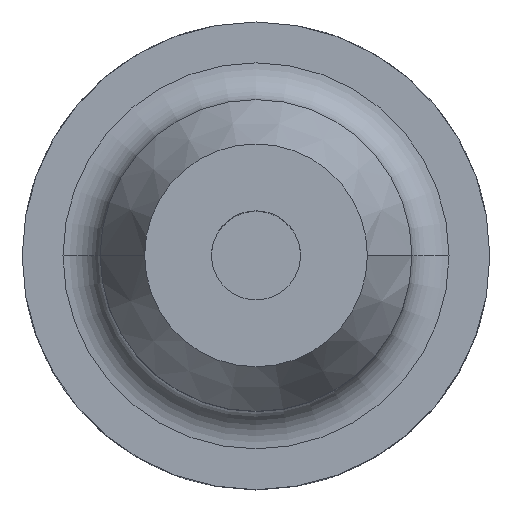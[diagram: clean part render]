
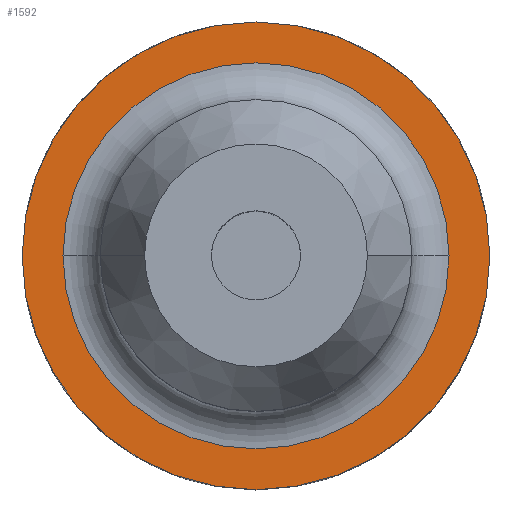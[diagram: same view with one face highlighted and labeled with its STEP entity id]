
A CAD part, top view. The second image highlights one B-rep face of the part: STEP entity #1592.
In plain terms, the highlighted planar face has unit normal (0, 0, 1).
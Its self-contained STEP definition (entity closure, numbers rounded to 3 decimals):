
#47 = CIRCLE ( 'NONE', #4717, 26. ) ;
#125 = EDGE_CURVE ( 'NONE', #3903, #1847, #3923, .T. ) ;
#242 = DIRECTION ( 'NONE',  ( 0., 0., -1. ) ) ;
#363 = CARTESIAN_POINT ( 'NONE',  ( -31.5, 0., 22. ) ) ;
#863 = CARTESIAN_POINT ( 'NONE',  ( 0., 0., 22. ) ) ;
#879 = AXIS2_PLACEMENT_3D ( 'NONE', #3490, #3061, #4202 ) ;
#1108 = DIRECTION ( 'NONE',  ( 0., 0., -1. ) ) ;
#1251 = FACE_BOUND ( 'NONE', #4287, .T. ) ;
#1262 = DIRECTION ( 'NONE',  ( 0., 0., -1. ) ) ;
#1285 = EDGE_CURVE ( 'NONE', #4364, #1373, #1774, .T. ) ;
#1373 = VERTEX_POINT ( 'NONE', #2050 ) ;
#1592 = ADVANCED_FACE ( 'NONE', ( #1251, #4343 ), #2353, .F. ) ;
#1774 = CIRCLE ( 'NONE', #1833, 26. ) ;
#1833 = AXIS2_PLACEMENT_3D ( 'NONE', #4345, #242, #2856 ) ;
#1847 = VERTEX_POINT ( 'NONE', #363 ) ;
#1916 = EDGE_CURVE ( 'NONE', #1373, #4364, #47, .T. ) ;
#2050 = CARTESIAN_POINT ( 'NONE',  ( 26., 0., 22. ) ) ;
#2227 = EDGE_CURVE ( 'NONE', #1847, #3903, #4844, .T. ) ;
#2353 = PLANE ( 'NONE',  #3210 ) ;
#2403 = CARTESIAN_POINT ( 'NONE',  ( -26., 0., 22. ) ) ;
#2414 = DIRECTION ( 'NONE',  ( 0., 0., 1. ) ) ;
#2445 = DIRECTION ( 'NONE',  ( 1., 0., 0. ) ) ;
#2479 = ORIENTED_EDGE ( 'NONE', *, *, #1916, .T. ) ;
#2560 = CARTESIAN_POINT ( 'NONE',  ( 0., 0., 22. ) ) ;
#2714 = ORIENTED_EDGE ( 'NONE', *, *, #2227, .T. ) ;
#2838 = DIRECTION ( 'NONE',  ( -1., 0., 0. ) ) ;
#2856 = DIRECTION ( 'NONE',  ( -1., 0., 0. ) ) ;
#2958 = ORIENTED_EDGE ( 'NONE', *, *, #1285, .T. ) ;
#3050 = CARTESIAN_POINT ( 'NONE',  ( 31.5, 0., 22. ) ) ;
#3061 = DIRECTION ( 'NONE',  ( 0., 0., 1. ) ) ;
#3129 = EDGE_LOOP ( 'NONE', ( #4255, #2714 ) ) ;
#3210 = AXIS2_PLACEMENT_3D ( 'NONE', #863, #1262, #2838 ) ;
#3340 = DIRECTION ( 'NONE',  ( -1., 0., 0. ) ) ;
#3490 = CARTESIAN_POINT ( 'NONE',  ( 0., 0., 22. ) ) ;
#3903 = VERTEX_POINT ( 'NONE', #3050 ) ;
#3913 = AXIS2_PLACEMENT_3D ( 'NONE', #4644, #2414, #2445 ) ;
#3923 = CIRCLE ( 'NONE', #3913, 31.5 ) ;
#4202 = DIRECTION ( 'NONE',  ( 1., 0., 0. ) ) ;
#4255 = ORIENTED_EDGE ( 'NONE', *, *, #125, .T. ) ;
#4287 = EDGE_LOOP ( 'NONE', ( #2958, #2479 ) ) ;
#4343 = FACE_OUTER_BOUND ( 'NONE', #3129, .T. ) ;
#4345 = CARTESIAN_POINT ( 'NONE',  ( 0., 0., 22. ) ) ;
#4364 = VERTEX_POINT ( 'NONE', #2403 ) ;
#4644 = CARTESIAN_POINT ( 'NONE',  ( 0., 0., 22. ) ) ;
#4717 = AXIS2_PLACEMENT_3D ( 'NONE', #2560, #1108, #3340 ) ;
#4844 = CIRCLE ( 'NONE', #879, 31.5 ) ;
